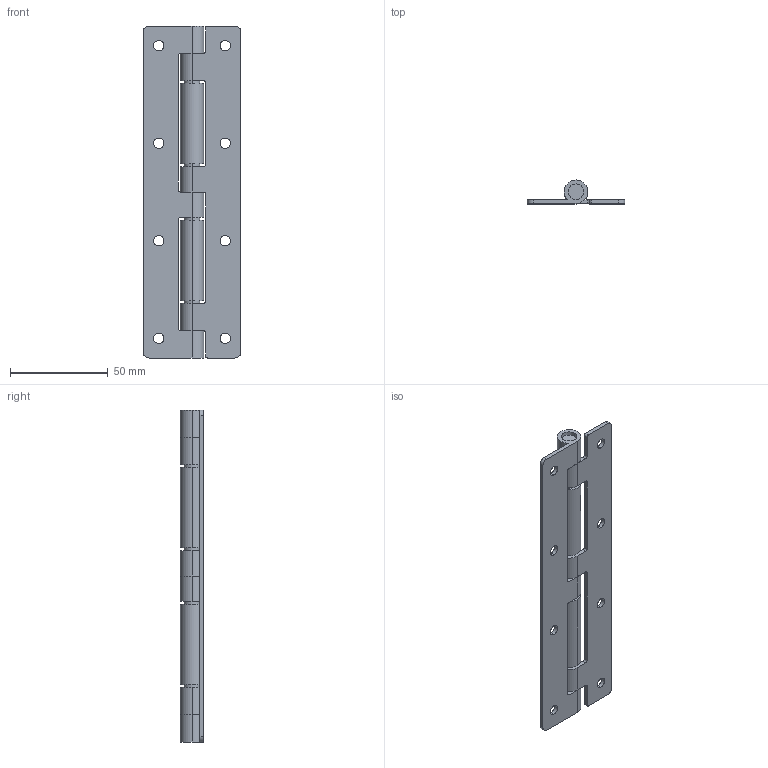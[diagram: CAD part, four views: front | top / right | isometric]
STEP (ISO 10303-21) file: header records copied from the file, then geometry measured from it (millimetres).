
FILE_DESCRIPTION (( 'STEP AP203' ), '1' );
FILE_NAME ('sone3D.STEP', '2014-02-25T05:11:57', ( '' ), ( '' ), 'SwSTEP 2.0', 'SolidWorks 2012', '' );
FILE_SCHEMA (( 'CONFIG_CONTROL_DESIGN' ));
Length unit declared in the file: millimetre
Products named in the file (5): B-1246-1羽根A_; sone3D; B-1246-1僗僾儕儞僌_; B-1246-1軸_; B-1246-1羽根B_
Assembly tree (5 placements, depth 2):
  sone3D
    B-1246-1羽根A_
    B-1246-1羽根B_
    B-1246-1軸_
    B-1246-1僗僾儕儞僌_  x2
Bounding box: 50 x 12 x 170 mm (x, y, z)
Volume: 29825.9 mm3; surface area: 29734.8 mm2
Topology: 5 solids, 5 shells, 104 faces, 282 edges, 188 vertices
Faces by surface type: cylinder 72, plane 32
Entity records: 3805 total; most frequent: DIRECTION 618, CARTESIAN_POINT 556, ORIENTED_EDGE 540, EDGE_CURVE 270, AXIS2_PLACEMENT_3D 242, VERTEX_POINT 180, CIRCLE 136, VECTOR 134
